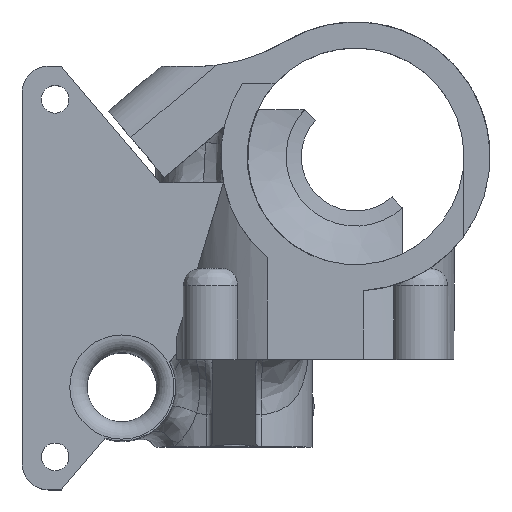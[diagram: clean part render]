
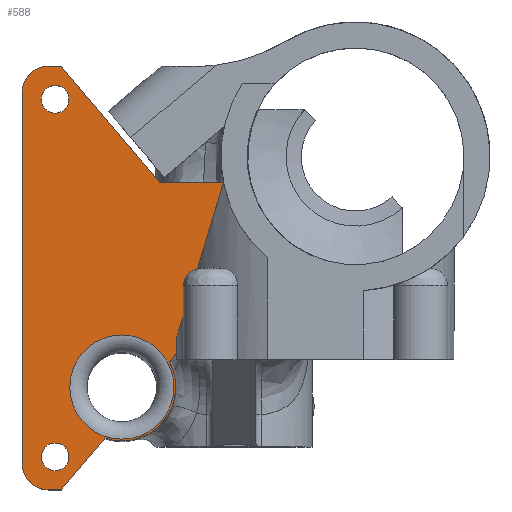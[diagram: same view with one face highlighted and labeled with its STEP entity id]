
A CAD part, top view. The second image highlights one B-rep face of the part: STEP entity #588.
In plain terms, the highlighted face is planar.
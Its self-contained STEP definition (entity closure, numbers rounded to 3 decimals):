
#227=FACE_BOUND('',#1120,.T.);
#228=FACE_BOUND('',#1121,.T.);
#229=FACE_BOUND('',#1122,.T.);
#230=FACE_BOUND('',#1123,.T.);
#588=ADVANCED_FACE('',(#227,#228,#229,#230),#776,.F.);
#776=PLANE('',#4229);
#1120=EDGE_LOOP('',(#2233));
#1121=EDGE_LOOP('',(#2234,#2235,#2236,#2237,#2238,#2239,#2240,#2241,#2242,
#2243,#2244,#2245));
#1122=EDGE_LOOP('',(#2246));
#1123=EDGE_LOOP('',(#2247));
#1331=LINE('',#5735,#1548);
#1383=LINE('',#7003,#1600);
#1386=LINE('',#7009,#1603);
#1414=LINE('',#7334,#1631);
#1417=LINE('',#7340,#1634);
#1438=LINE('',#7689,#1655);
#1439=LINE('',#7690,#1656);
#1440=LINE('',#7695,#1657);
#1441=LINE('',#7697,#1658);
#1548=VECTOR('',#4501,1.);
#1600=VECTOR('',#4689,1.);
#1603=VECTOR('',#4694,1.);
#1631=VECTOR('',#4808,1.);
#1634=VECTOR('',#4813,1.);
#1655=VECTOR('',#4922,1.);
#1656=VECTOR('',#4923,1.);
#1657=VECTOR('',#4928,1.);
#1658=VECTOR('',#4929,1.);
#2233=ORIENTED_EDGE('',*,*,#3671,.T.);
#2234=ORIENTED_EDGE('',*,*,#3340,.T.);
#2235=ORIENTED_EDGE('',*,*,#3520,.T.);
#2236=ORIENTED_EDGE('',*,*,#3523,.F.);
#2237=ORIENTED_EDGE('',*,*,#3672,.T.);
#2238=ORIENTED_EDGE('',*,*,#3605,.T.);
#2239=ORIENTED_EDGE('',*,*,#3673,.F.);
#2240=ORIENTED_EDGE('',*,*,#3674,.F.);
#2241=ORIENTED_EDGE('',*,*,#3602,.F.);
#2242=ORIENTED_EDGE('',*,*,#3675,.F.);
#2243=ORIENTED_EDGE('',*,*,#3676,.F.);
#2244=ORIENTED_EDGE('',*,*,#3677,.T.);
#2245=ORIENTED_EDGE('',*,*,#3678,.T.);
#2246=ORIENTED_EDGE('',*,*,#3679,.F.);
#2247=ORIENTED_EDGE('',*,*,#3680,.F.);
#2947=VERTEX_POINT('',#5726);
#2951=VERTEX_POINT('',#5734);
#3123=VERTEX_POINT('',#7002);
#3125=VERTEX_POINT('',#7008);
#3186=VERTEX_POINT('',#7335);
#3187=VERTEX_POINT('',#7336);
#3188=VERTEX_POINT('',#7341);
#3189=VERTEX_POINT('',#7342);
#3222=VERTEX_POINT('',#7688);
#3223=VERTEX_POINT('',#7691);
#3224=VERTEX_POINT('',#7694);
#3225=VERTEX_POINT('',#7696);
#3226=VERTEX_POINT('',#7698);
#3227=VERTEX_POINT('',#7701);
#3228=VERTEX_POINT('',#7703);
#3340=EDGE_CURVE('',#2947,#2951,#1331,.T.);
#3520=EDGE_CURVE('',#2951,#3123,#1383,.T.);
#3523=EDGE_CURVE('',#3125,#3123,#1386,.T.);
#3602=EDGE_CURVE('',#3186,#3187,#1414,.T.);
#3605=EDGE_CURVE('',#3188,#3189,#1417,.T.);
#3671=EDGE_CURVE('',#3222,#3222,#3974,.T.);
#3672=EDGE_CURVE('',#3125,#3188,#1438,.T.);
#3673=EDGE_CURVE('',#3223,#3189,#1439,.T.);
#3674=EDGE_CURVE('',#3187,#3223,#3975,.T.);
#3675=EDGE_CURVE('',#3224,#3186,#3976,.T.);
#3676=EDGE_CURVE('',#3225,#3224,#1440,.T.);
#3677=EDGE_CURVE('',#3225,#3226,#1441,.T.);
#3678=EDGE_CURVE('',#3226,#2947,#3977,.T.);
#3679=EDGE_CURVE('',#3227,#3227,#3978,.T.);
#3680=EDGE_CURVE('',#3228,#3228,#3979,.T.);
#3974=CIRCLE('',#4223,6.);
#3975=CIRCLE('',#4224,3.);
#3976=CIRCLE('',#4225,3.);
#3977=CIRCLE('',#4226,6.2);
#3978=CIRCLE('',#4227,1.6);
#3979=CIRCLE('',#4228,1.6);
#4223=AXIS2_PLACEMENT_3D('',#7687,#4920,#4921);
#4224=AXIS2_PLACEMENT_3D('',#7692,#4924,#4925);
#4225=AXIS2_PLACEMENT_3D('',#7693,#4926,#4927);
#4226=AXIS2_PLACEMENT_3D('',#7699,#4930,#4931);
#4227=AXIS2_PLACEMENT_3D('',#7700,#4932,#4933);
#4228=AXIS2_PLACEMENT_3D('',#7702,#4934,#4935);
#4229=AXIS2_PLACEMENT_3D('',#7704,#4936,#4937);
#4501=DIRECTION('',(0.646,0.,0.763));
#4689=DIRECTION('',(0.,0.,1.));
#4694=DIRECTION('',(-0.291,0.,-0.957));
#4808=DIRECTION('',(0.,0.,1.));
#4813=DIRECTION('',(-0.646,0.,0.763));
#4920=DIRECTION('',(0.,1.,0.));
#4921=DIRECTION('',(0.,0.,1.));
#4922=DIRECTION('',(-1.,0.,0.));
#4923=DIRECTION('',(1.,0.,0.));
#4924=DIRECTION('',(0.,1.,0.));
#4925=DIRECTION('',(0.,0.,1.));
#4926=DIRECTION('',(0.,1.,0.));
#4927=DIRECTION('',(0.,0.,1.));
#4928=DIRECTION('',(-1.,0.,0.));
#4929=DIRECTION('',(0.646,0.,0.763));
#4930=DIRECTION('',(0.,-1.,0.));
#4931=DIRECTION('',(0.,0.,1.));
#4932=DIRECTION('',(0.,-1.,0.));
#4933=DIRECTION('',(0.,0.,1.));
#4934=DIRECTION('',(0.,-1.,0.));
#4935=DIRECTION('',(0.,0.,1.));
#4936=DIRECTION('',(0.,1.,0.));
#4937=DIRECTION('',(0.,0.,1.));
#5726=CARTESIAN_POINT('',(-13.019,327.,-76.602));
#5734=CARTESIAN_POINT('',(-11.759,327.,-75.113));
#5735=CARTESIAN_POINT('',(-25.492,327.,-91.343));
#7002=CARTESIAN_POINT('',(-11.759,327.,-72.357));
#7003=CARTESIAN_POINT('',(-11.759,327.,-73.126));
#7008=CARTESIAN_POINT('',(-6.786,327.,-55.98));
#7009=CARTESIAN_POINT('',(-5.59,327.,-52.042));
#7334=CARTESIAN_POINT('',(-29.992,327.,-88.343));
#7335=CARTESIAN_POINT('',(-29.992,327.,-88.343));
#7336=CARTESIAN_POINT('',(-29.992,327.,-45.543));
#7340=CARTESIAN_POINT('',(-25.492,327.,-42.543));
#7341=CARTESIAN_POINT('',(-14.123,327.,-55.98));
#7342=CARTESIAN_POINT('',(-25.492,327.,-42.543));
#7687=CARTESIAN_POINT('',(-18.5,327.,-79.5));
#7688=CARTESIAN_POINT('',(-18.5,327.,-73.5));
#7689=CARTESIAN_POINT('',(-26.992,327.,-55.98));
#7690=CARTESIAN_POINT('',(-26.992,327.,-42.543));
#7691=CARTESIAN_POINT('',(-26.992,327.,-42.543));
#7692=CARTESIAN_POINT('',(-26.992,327.,-45.543));
#7693=CARTESIAN_POINT('',(-26.992,327.,-88.343));
#7694=CARTESIAN_POINT('',(-26.992,327.,-91.343));
#7695=CARTESIAN_POINT('',(15.808,327.,-91.343));
#7696=CARTESIAN_POINT('',(-25.492,327.,-91.343));
#7697=CARTESIAN_POINT('',(-25.492,327.,-91.343));
#7698=CARTESIAN_POINT('',(-20.451,327.,-85.385));
#7699=CARTESIAN_POINT('',(-18.5,327.,-79.5));
#7700=CARTESIAN_POINT('',(-26.192,327.,-87.543));
#7701=CARTESIAN_POINT('',(-26.192,327.,-85.943));
#7702=CARTESIAN_POINT('',(-26.192,327.,-46.343));
#7703=CARTESIAN_POINT('',(-26.192,327.,-44.743));
#7704=CARTESIAN_POINT('',(-26.992,327.,-45.543));
